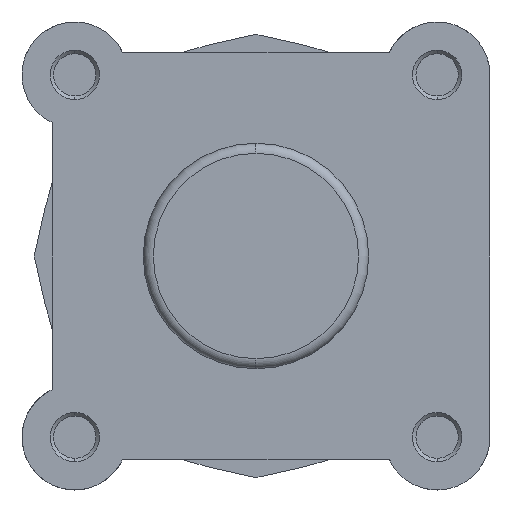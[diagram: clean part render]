
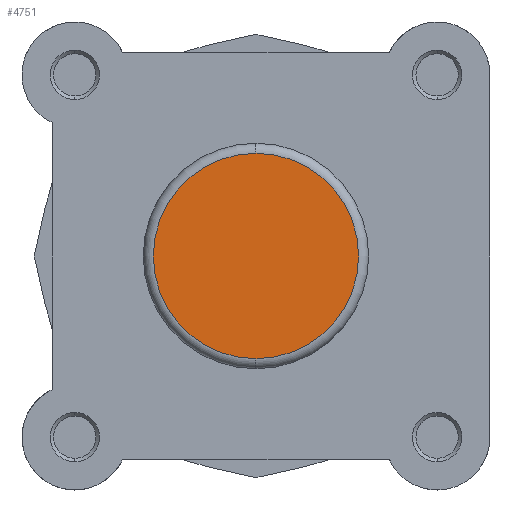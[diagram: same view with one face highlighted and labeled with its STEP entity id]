
A CAD part, left-side view. The second image highlights one B-rep face of the part: STEP entity #4751.
In plain terms, the highlighted planar face has unit normal (-1, 0, 0).
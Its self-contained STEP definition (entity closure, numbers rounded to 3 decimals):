
#444 = EDGE_CURVE ( 'NONE', #3781, #3780, #1107, .T. ) ;
#474 = EDGE_CURVE ( 'NONE', #3780, #3781, #1155, .T. ) ;
#1107 = CIRCLE ( 'NONE', #5521, 20.4 ) ;
#1155 = CIRCLE ( 'NONE', #5534, 20.4 ) ;
#1560 = FACE_OUTER_BOUND ( 'NONE', #3510, .T. ) ;
#2099 = CARTESIAN_POINT ( 'NONE',  ( 0., 0., 20.4 ) ) ;
#2100 = CARTESIAN_POINT ( 'NONE',  ( 0., 0., -20.4 ) ) ;
#2235 = CARTESIAN_POINT ( 'NONE',  ( 0., 0., 0. ) ) ;
#2236 = PLANE ( 'NONE',  #5691 ) ;
#2238 = DIRECTION ( 'NONE',  ( 1., 0., 0. ) ) ;
#2239 = DIRECTION ( 'NONE',  ( 0., 0., -1. ) ) ;
#2570 = ORIENTED_EDGE ( 'NONE', *, *, #474, .T. ) ;
#2571 = ORIENTED_EDGE ( 'NONE', *, *, #444, .T. ) ;
#3510 = EDGE_LOOP ( 'NONE', ( #2571, #2570 ) ) ;
#3780 = VERTEX_POINT ( 'NONE', #2099 ) ;
#3781 = VERTEX_POINT ( 'NONE', #2100 ) ;
#4694 = CARTESIAN_POINT ( 'NONE',  ( 0., 0., 0. ) ) ;
#4695 = DIRECTION ( 'NONE',  ( -1., 0., 0. ) ) ;
#4696 = DIRECTION ( 'NONE',  ( 0., 0., -1. ) ) ;
#4751 = ADVANCED_FACE ( 'NONE', ( #1560 ), #2236, .F. ) ;
#4775 = CARTESIAN_POINT ( 'NONE',  ( 0., 0., 0. ) ) ;
#4776 = DIRECTION ( 'NONE',  ( -1., 0., 0. ) ) ;
#4777 = DIRECTION ( 'NONE',  ( 0., 0., -1. ) ) ;
#5521 = AXIS2_PLACEMENT_3D ( 'NONE', #4694, #4695, #4696 ) ;
#5534 = AXIS2_PLACEMENT_3D ( 'NONE', #4775, #4776, #4777 ) ;
#5691 = AXIS2_PLACEMENT_3D ( 'NONE', #2235, #2238, #2239 ) ;
